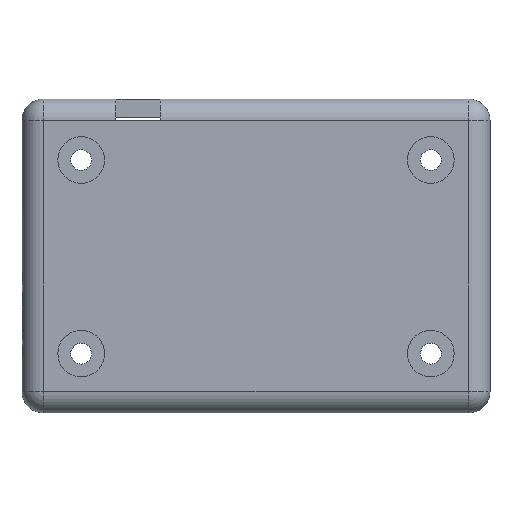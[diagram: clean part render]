
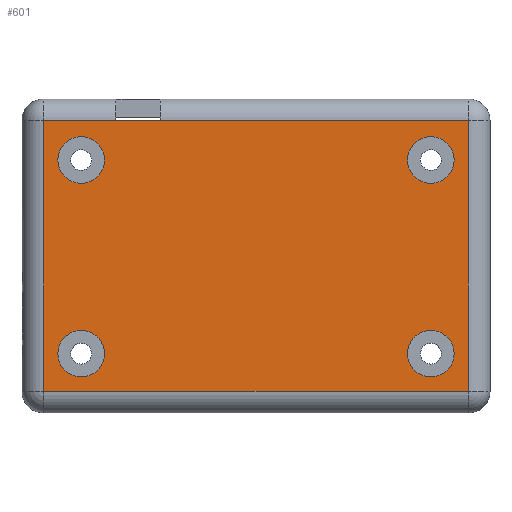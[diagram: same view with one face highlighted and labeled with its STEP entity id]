
A CAD part, top view. The second image highlights one B-rep face of the part: STEP entity #601.
In plain terms, the highlighted planar face has unit normal (0, 0, 1).
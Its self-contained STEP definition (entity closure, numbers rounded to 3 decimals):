
#303=CIRCLE('',#4853,3.25);
#304=CIRCLE('',#4854,3.25);
#305=CIRCLE('',#4855,3.25);
#306=CIRCLE('',#4856,3.25);
#426=FACE_BOUND('',#1250,.T.);
#427=FACE_BOUND('',#1251,.T.);
#428=FACE_BOUND('',#1252,.T.);
#429=FACE_BOUND('',#1253,.T.);
#430=FACE_BOUND('',#1254,.T.);
#601=ADVANCED_FACE('',(#426,#427,#428,#429,#430),#807,.F.);
#807=PLANE('',#4857);
#1250=EDGE_LOOP('',(#2202));
#1251=EDGE_LOOP('',(#2203));
#1252=EDGE_LOOP('',(#2204,#2205,#2206,#2207,#2208,#2209));
#1253=EDGE_LOOP('',(#2210));
#1254=EDGE_LOOP('',(#2211));
#2202=ORIENTED_EDGE('',*,*,#3604,.T.);
#2203=ORIENTED_EDGE('',*,*,#3605,.T.);
#2204=ORIENTED_EDGE('',*,*,#3606,.T.);
#2205=ORIENTED_EDGE('',*,*,#3607,.T.);
#2206=ORIENTED_EDGE('',*,*,#3602,.T.);
#2207=ORIENTED_EDGE('',*,*,#3412,.T.);
#2208=ORIENTED_EDGE('',*,*,#3601,.T.);
#2209=ORIENTED_EDGE('',*,*,#3608,.T.);
#2210=ORIENTED_EDGE('',*,*,#3609,.T.);
#2211=ORIENTED_EDGE('',*,*,#3610,.T.);
#2924=VERTEX_POINT('',#6993);
#2930=VERTEX_POINT('',#7012);
#3037=VERTEX_POINT('',#7686);
#3038=VERTEX_POINT('',#7690);
#3039=VERTEX_POINT('',#7694);
#3040=VERTEX_POINT('',#7696);
#3041=VERTEX_POINT('',#7698);
#3042=VERTEX_POINT('',#7699);
#3043=VERTEX_POINT('',#7703);
#3044=VERTEX_POINT('',#7705);
#3412=EDGE_CURVE('',#2930,#2924,#3976,.T.);
#3601=EDGE_CURVE('',#2924,#3037,#4083,.T.);
#3602=EDGE_CURVE('',#3038,#2930,#4084,.T.);
#3604=EDGE_CURVE('',#3039,#3039,#303,.T.);
#3605=EDGE_CURVE('',#3040,#3040,#304,.T.);
#3606=EDGE_CURVE('',#3041,#3042,#4085,.T.);
#3607=EDGE_CURVE('',#3042,#3038,#4086,.T.);
#3608=EDGE_CURVE('',#3037,#3041,#4087,.T.);
#3609=EDGE_CURVE('',#3043,#3043,#305,.T.);
#3610=EDGE_CURVE('',#3044,#3044,#306,.T.);
#3976=LINE('',#7018,#4404);
#4083=LINE('',#7687,#4511);
#4084=LINE('',#7689,#4512);
#4085=LINE('',#7697,#4513);
#4086=LINE('',#7700,#4514);
#4087=LINE('',#7701,#4515);
#4404=VECTOR('',#5522,1.);
#4511=VECTOR('',#5879,1.);
#4512=VECTOR('',#5882,1.);
#4513=VECTOR('',#5891,1.);
#4514=VECTOR('',#5892,1.);
#4515=VECTOR('',#5893,1.);
#4853=AXIS2_PLACEMENT_3D('',#7693,#5887,#5888);
#4854=AXIS2_PLACEMENT_3D('',#7695,#5889,#5890);
#4855=AXIS2_PLACEMENT_3D('',#7702,#5894,#5895);
#4856=AXIS2_PLACEMENT_3D('',#7704,#5896,#5897);
#4857=AXIS2_PLACEMENT_3D('',#7706,#5898,#5899);
#5522=DIRECTION('',(-1.,0.,0.));
#5879=DIRECTION('',(-1.,0.,0.));
#5882=DIRECTION('',(-1.,0.,0.));
#5887=DIRECTION('',(0.,0.,-1.));
#5888=DIRECTION('',(0.,-1.,0.));
#5889=DIRECTION('',(0.,0.,-1.));
#5890=DIRECTION('',(0.,-1.,0.));
#5891=DIRECTION('',(1.,0.,0.));
#5892=DIRECTION('',(0.,1.,0.));
#5893=DIRECTION('',(0.,-1.,0.));
#5894=DIRECTION('',(0.,0.,-1.));
#5895=DIRECTION('',(0.,-1.,0.));
#5896=DIRECTION('',(0.,0.,-1.));
#5897=DIRECTION('',(0.,-1.,0.));
#5898=DIRECTION('',(0.,0.,-1.));
#5899=DIRECTION('',(-0.906,-0.424,0.));
#6993=CARTESIAN_POINT('',(-19.528,18.875,5.5));
#7012=CARTESIAN_POINT('',(-13.323,18.875,5.5));
#7018=CARTESIAN_POINT('',(-25.885,18.875,5.5));
#7686=CARTESIAN_POINT('',(-29.625,18.875,5.5));
#7687=CARTESIAN_POINT('',(-25.885,18.875,5.5));
#7689=CARTESIAN_POINT('',(-25.885,18.875,5.5));
#7690=CARTESIAN_POINT('',(29.625,18.875,5.5));
#7693=CARTESIAN_POINT('',(-24.375,-13.625,5.5));
#7694=CARTESIAN_POINT('',(-24.375,-16.875,5.5));
#7695=CARTESIAN_POINT('',(-24.375,13.375,5.5));
#7696=CARTESIAN_POINT('',(-24.375,10.125,5.5));
#7697=CARTESIAN_POINT('',(-25.885,-18.875,5.5));
#7698=CARTESIAN_POINT('',(-29.625,-18.875,5.5));
#7699=CARTESIAN_POINT('',(29.625,-18.875,5.5));
#7700=CARTESIAN_POINT('',(29.625,-16.503,5.5));
#7701=CARTESIAN_POINT('',(-29.625,-16.503,5.5));
#7702=CARTESIAN_POINT('',(24.375,13.375,5.5));
#7703=CARTESIAN_POINT('',(24.375,10.125,5.5));
#7704=CARTESIAN_POINT('',(24.375,-13.625,5.5));
#7705=CARTESIAN_POINT('',(24.375,-16.875,5.5));
#7706=CARTESIAN_POINT('',(-25.885,-16.503,5.5));
